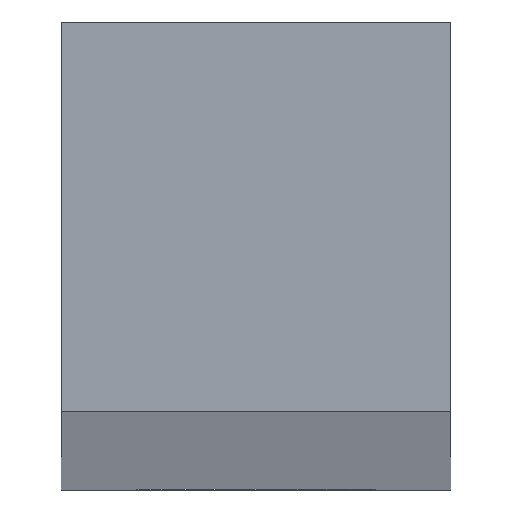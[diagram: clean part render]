
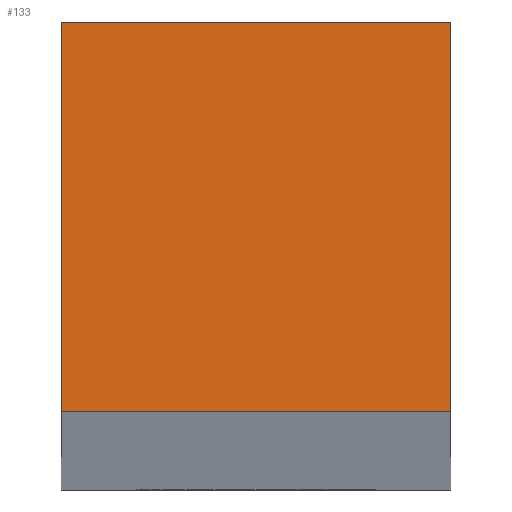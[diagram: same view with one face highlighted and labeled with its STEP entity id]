
A CAD part, top view. The second image highlights one B-rep face of the part: STEP entity #133.
In plain terms, the highlighted planar face has unit normal (0, 0, 1).
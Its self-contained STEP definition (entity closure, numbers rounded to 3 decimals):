
#2 = AXIS2_PLACEMENT_3D ( 'NONE', #145, #184, #167 ) ;
#5 = EDGE_CURVE ( 'NONE', #153, #255, #258, .T. ) ;
#17 = CARTESIAN_POINT ( 'NONE',  ( 0., 0., 1500. ) ) ;
#21 = EDGE_CURVE ( 'NONE', #173, #158, #65, .T. ) ;
#29 = VECTOR ( 'NONE', #239, 1000. ) ;
#30 = CARTESIAN_POINT ( 'NONE',  ( 0., 0., 1500. ) ) ;
#33 = CARTESIAN_POINT ( 'NONE',  ( 13., 13., 1500. ) ) ;
#46 = EDGE_LOOP ( 'NONE', ( #109, #157, #227, #260 ) ) ;
#48 = LINE ( 'NONE', #220, #29 ) ;
#54 = DIRECTION ( 'NONE',  ( -1., 0., 0. ) ) ;
#58 = PLANE ( 'NONE',  #2 ) ;
#65 = LINE ( 'NONE', #176, #219 ) ;
#71 = FACE_OUTER_BOUND ( 'NONE', #46, .T. ) ;
#88 = EDGE_CURVE ( 'NONE', #158, #153, #48, .T. ) ;
#95 = CARTESIAN_POINT ( 'NONE',  ( 0., 13., 1500. ) ) ;
#109 = ORIENTED_EDGE ( 'NONE', *, *, #243, .T. ) ;
#121 = CARTESIAN_POINT ( 'NONE',  ( 13., 0., 1500. ) ) ;
#133 = ADVANCED_FACE ( 'NONE', ( #71 ), #58, .T. ) ;
#145 = CARTESIAN_POINT ( 'NONE',  ( 0., 0., 1500. ) ) ;
#153 = VERTEX_POINT ( 'NONE', #17 ) ;
#156 = LINE ( 'NONE', #121, #175 ) ;
#157 = ORIENTED_EDGE ( 'NONE', *, *, #21, .T. ) ;
#158 = VERTEX_POINT ( 'NONE', #95 ) ;
#159 = DIRECTION ( 'NONE',  ( 1., 0., 0. ) ) ;
#160 = VECTOR ( 'NONE', #159, 1000. ) ;
#167 = DIRECTION ( 'NONE',  ( 1., 0., 0. ) ) ;
#173 = VERTEX_POINT ( 'NONE', #33 ) ;
#175 = VECTOR ( 'NONE', #228, 1000. ) ;
#176 = CARTESIAN_POINT ( 'NONE',  ( 13., 13., 1500. ) ) ;
#184 = DIRECTION ( 'NONE',  ( 0., 0., 1. ) ) ;
#219 = VECTOR ( 'NONE', #54, 1000. ) ;
#220 = CARTESIAN_POINT ( 'NONE',  ( 0., 0., 1500. ) ) ;
#227 = ORIENTED_EDGE ( 'NONE', *, *, #88, .T. ) ;
#228 = DIRECTION ( 'NONE',  ( 0., 1., 0. ) ) ;
#239 = DIRECTION ( 'NONE',  ( 0., -1., 0. ) ) ;
#243 = EDGE_CURVE ( 'NONE', #255, #173, #156, .T. ) ;
#255 = VERTEX_POINT ( 'NONE', #274 ) ;
#258 = LINE ( 'NONE', #30, #160 ) ;
#260 = ORIENTED_EDGE ( 'NONE', *, *, #5, .T. ) ;
#274 = CARTESIAN_POINT ( 'NONE',  ( 13., 0., 1500. ) ) ;
